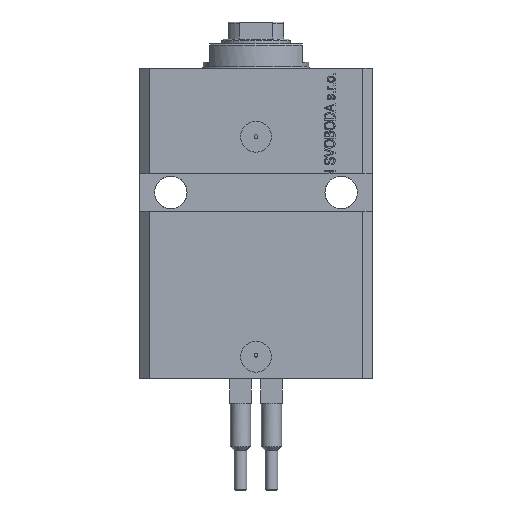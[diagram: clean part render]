
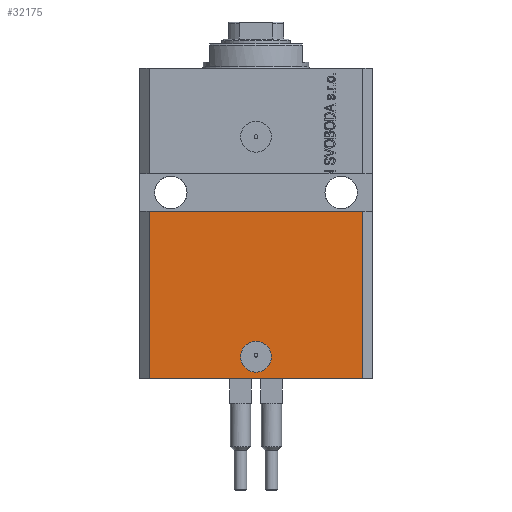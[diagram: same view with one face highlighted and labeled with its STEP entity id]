
A CAD part, front view. The second image highlights one B-rep face of the part: STEP entity #32175.
In plain terms, the highlighted planar face has unit normal (0, -1, 0).
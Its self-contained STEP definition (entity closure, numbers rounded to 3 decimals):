
#283 = VERTEX_POINT ( 'NONE', #29489 ) ;
#1323 = ORIENTED_EDGE ( 'NONE', *, *, #22122, .F. ) ;
#2746 = DIRECTION ( 'NONE',  ( 1., 0., 0. ) ) ;
#2925 = AXIS2_PLACEMENT_3D ( 'NONE', #45793, #30923, #38230 ) ;
#3210 = DIRECTION ( 'NONE',  ( 0., 0., 1. ) ) ;
#3455 = LINE ( 'NONE', #17846, #35181 ) ;
#3674 = AXIS2_PLACEMENT_3D ( 'NONE', #12674, #45806, #42392 ) ;
#3722 = ORIENTED_EDGE ( 'NONE', *, *, #6272, .T. ) ;
#4131 = EDGE_CURVE ( 'NONE', #31893, #283, #38357, .T. ) ;
#5106 = VERTEX_POINT ( 'NONE', #34772 ) ;
#6272 = EDGE_CURVE ( 'NONE', #23290, #31893, #8505, .T. ) ;
#6389 = ORIENTED_EDGE ( 'NONE', *, *, #23331, .F. ) ;
#8369 = CIRCLE ( 'NONE', #3674, 5. ) ;
#8505 = LINE ( 'NONE', #34089, #25172 ) ;
#8641 = ORIENTED_EDGE ( 'NONE', *, *, #4131, .T. ) ;
#8878 = DIRECTION ( 'NONE',  ( 0., 0., 1. ) ) ;
#12316 = CARTESIAN_POINT ( 'NONE',  ( -34.5, -27.5, -46. ) ) ;
#12674 = CARTESIAN_POINT ( 'NONE',  ( 0., -27.5, -93. ) ) ;
#14229 = VECTOR ( 'NONE', #8878, 1000. ) ;
#16179 = CIRCLE ( 'NONE', #28599, 5. ) ;
#16441 = CARTESIAN_POINT ( 'NONE',  ( 5., -27.5, -93. ) ) ;
#17658 = EDGE_LOOP ( 'NONE', ( #30285, #23708, #3722, #8641 ) ) ;
#17846 = CARTESIAN_POINT ( 'NONE',  ( -34.5, -27.5, -100. ) ) ;
#21266 = CARTESIAN_POINT ( 'NONE',  ( -37.5, -27.5, -46. ) ) ;
#22122 = EDGE_CURVE ( 'NONE', #31860, #5106, #8369, .T. ) ;
#23290 = VERTEX_POINT ( 'NONE', #41147 ) ;
#23331 = EDGE_CURVE ( 'NONE', #5106, #31860, #16179, .T. ) ;
#23708 = ORIENTED_EDGE ( 'NONE', *, *, #43794, .F. ) ;
#23865 = PLANE ( 'NONE',  #2925 ) ;
#24312 = CARTESIAN_POINT ( 'NONE',  ( 0., -27.5, -93. ) ) ;
#25172 = VECTOR ( 'NONE', #38711, 1000. ) ;
#25859 = VERTEX_POINT ( 'NONE', #12316 ) ;
#27075 = EDGE_CURVE ( 'NONE', #25859, #283, #47088, .T. ) ;
#27394 = CARTESIAN_POINT ( 'NONE',  ( 34.5, -27.5, -100. ) ) ;
#28599 = AXIS2_PLACEMENT_3D ( 'NONE', #24312, #35020, #45758 ) ;
#29489 = CARTESIAN_POINT ( 'NONE',  ( 34.5, -27.5, -46. ) ) ;
#30285 = ORIENTED_EDGE ( 'NONE', *, *, #27075, .F. ) ;
#30923 = DIRECTION ( 'NONE',  ( 0., -1., 0. ) ) ;
#31860 = VERTEX_POINT ( 'NONE', #16441 ) ;
#31893 = VERTEX_POINT ( 'NONE', #35412 ) ;
#32175 = ADVANCED_FACE ( 'NONE', ( #35056, #34576 ), #23865, .T. ) ;
#34089 = CARTESIAN_POINT ( 'NONE',  ( -34.5, -27.5, -100. ) ) ;
#34576 = FACE_OUTER_BOUND ( 'NONE', #17658, .T. ) ;
#34772 = CARTESIAN_POINT ( 'NONE',  ( -5., -27.5, -93. ) ) ;
#35020 = DIRECTION ( 'NONE',  ( 0., -1., 0. ) ) ;
#35056 = FACE_BOUND ( 'NONE', #37357, .T. ) ;
#35181 = VECTOR ( 'NONE', #3210, 1000. ) ;
#35412 = CARTESIAN_POINT ( 'NONE',  ( 34.5, -27.5, -100. ) ) ;
#37357 = EDGE_LOOP ( 'NONE', ( #1323, #6389 ) ) ;
#38230 = DIRECTION ( 'NONE',  ( 0., 0., -1. ) ) ;
#38357 = LINE ( 'NONE', #27394, #14229 ) ;
#38711 = DIRECTION ( 'NONE',  ( 1., 0., 0. ) ) ;
#41147 = CARTESIAN_POINT ( 'NONE',  ( -34.5, -27.5, -100. ) ) ;
#42392 = DIRECTION ( 'NONE',  ( 1., 0., 0. ) ) ;
#43794 = EDGE_CURVE ( 'NONE', #23290, #25859, #3455, .T. ) ;
#44095 = VECTOR ( 'NONE', #2746, 1000. ) ;
#45758 = DIRECTION ( 'NONE',  ( 1., 0., 0. ) ) ;
#45793 = CARTESIAN_POINT ( 'NONE',  ( -34.5, -27.5, -100. ) ) ;
#45806 = DIRECTION ( 'NONE',  ( 0., -1., 0. ) ) ;
#47088 = LINE ( 'NONE', #21266, #44095 ) ;
